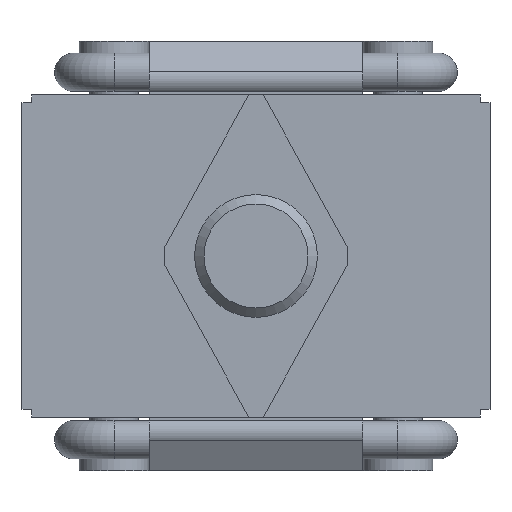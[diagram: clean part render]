
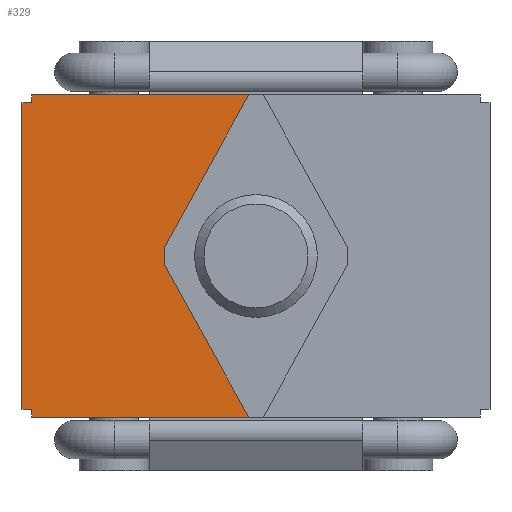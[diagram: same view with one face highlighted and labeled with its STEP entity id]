
A CAD part, front view. The second image highlights one B-rep face of the part: STEP entity #329.
In plain terms, the highlighted planar face has unit normal (0, -1, 0).
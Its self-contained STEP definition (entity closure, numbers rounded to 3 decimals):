
#329 = ADVANCED_FACE( '', ( #466 ), #467, .F. );
#466 = FACE_OUTER_BOUND( '', #644, .T. );
#467 = PLANE( '', #645 );
#644 = EDGE_LOOP( '', ( #1088, #1089, #1090, #1091, #1092, #1093, #1094, #1095, #1096, #1097 ) );
#645 = AXIS2_PLACEMENT_3D( '', #1098, #1099, #1100 );
#1088 = ORIENTED_EDGE( '', *, *, #1357, .T. );
#1089 = ORIENTED_EDGE( '', *, *, #1358, .T. );
#1090 = ORIENTED_EDGE( '', *, *, #1359, .T. );
#1091 = ORIENTED_EDGE( '', *, *, #1360, .T. );
#1092 = ORIENTED_EDGE( '', *, *, #1361, .F. );
#1093 = ORIENTED_EDGE( '', *, *, #1362, .T. );
#1094 = ORIENTED_EDGE( '', *, *, #1363, .T. );
#1095 = ORIENTED_EDGE( '', *, *, #1364, .F. );
#1096 = ORIENTED_EDGE( '', *, *, #1347, .F. );
#1097 = ORIENTED_EDGE( '', *, *, #1343, .F. );
#1098 = CARTESIAN_POINT( '', ( 0., 0., 0. ) );
#1099 = DIRECTION( '', ( 0., 1., 0. ) );
#1100 = DIRECTION( '', ( 0., 0., 1. ) );
#1343 = EDGE_CURVE( '', #1568, #1571, #1572, .F. );
#1347 = EDGE_CURVE( '', #1571, #1578, #1579, .F. );
#1357 = EDGE_CURVE( '', #1568, #1596, #1597, .T. );
#1358 = EDGE_CURVE( '', #1596, #1598, #1599, .T. );
#1359 = EDGE_CURVE( '', #1598, #1600, #1601, .T. );
#1360 = EDGE_CURVE( '', #1600, #1602, #1603, .T. );
#1361 = EDGE_CURVE( '', #1604, #1602, #1605, .T. );
#1362 = EDGE_CURVE( '', #1604, #1606, #1607, .T. );
#1363 = EDGE_CURVE( '', #1606, #1608, #1609, .T. );
#1364 = EDGE_CURVE( '', #1578, #1608, #1610, .F. );
#1568 = VERTEX_POINT( '', #1910 );
#1571 = VERTEX_POINT( '', #1914 );
#1572 = LINE( '', #1915, #1916 );
#1578 = VERTEX_POINT( '', #1925 );
#1579 = LINE( '', #1926, #1927 );
#1596 = VERTEX_POINT( '', #1953 );
#1597 = LINE( '', #1954, #1955 );
#1598 = VERTEX_POINT( '', #1956 );
#1599 = LINE( '', #1957, #1958 );
#1600 = VERTEX_POINT( '', #1959 );
#1601 = LINE( '', #1960, #1961 );
#1602 = VERTEX_POINT( '', #1962 );
#1603 = LINE( '', #1963, #1964 );
#1604 = VERTEX_POINT( '', #1965 );
#1605 = LINE( '', #1966, #1967 );
#1606 = VERTEX_POINT( '', #1968 );
#1607 = LINE( '', #1969, #1970 );
#1608 = VERTEX_POINT( '', #1971 );
#1609 = LINE( '', #1972, #1973 );
#1610 = LINE( '', #1974, #1975 );
#1910 = CARTESIAN_POINT( '', ( -0.932, 0., 21. ) );
#1914 = CARTESIAN_POINT( '', ( -11.945, 0., 1.132 ) );
#1915 = CARTESIAN_POINT( '', ( -9.617, 0., 5.331 ) );
#1916 = VECTOR( '', #2169, 1000. );
#1925 = CARTESIAN_POINT( '', ( -11.945, 0., -1.132 ) );
#1926 = CARTESIAN_POINT( '', ( -11.945, 0., 0. ) );
#1927 = VECTOR( '', #2173, 1000. );
#1953 = CARTESIAN_POINT( '', ( -29.25, 0., 21. ) );
#1954 = CARTESIAN_POINT( '', ( 14.5, 0., 21. ) );
#1955 = VECTOR( '', #2183, 1000. );
#1956 = CARTESIAN_POINT( '', ( -29.25, 0., 20. ) );
#1957 = CARTESIAN_POINT( '', ( -29.25, 0., 0. ) );
#1958 = VECTOR( '', #2184, 1000. );
#1959 = CARTESIAN_POINT( '', ( -30.5, 0., 20. ) );
#1960 = CARTESIAN_POINT( '', ( -29.25, 0., 20. ) );
#1961 = VECTOR( '', #2185, 1000. );
#1962 = CARTESIAN_POINT( '', ( -30.5, 0., -20. ) );
#1963 = CARTESIAN_POINT( '', ( -30.5, 0., 21. ) );
#1964 = VECTOR( '', #2186, 1000. );
#1965 = CARTESIAN_POINT( '', ( -29.25, 0., -20. ) );
#1966 = CARTESIAN_POINT( '', ( -29.25, 0., -20. ) );
#1967 = VECTOR( '', #2187, 1000. );
#1968 = CARTESIAN_POINT( '', ( -29.25, 0., -21. ) );
#1969 = CARTESIAN_POINT( '', ( -29.25, 0., 0. ) );
#1970 = VECTOR( '', #2188, 1000. );
#1971 = CARTESIAN_POINT( '', ( -0.932, 0., -21. ) );
#1972 = CARTESIAN_POINT( '', ( -30.5, 0., -21. ) );
#1973 = VECTOR( '', #2189, 1000. );
#1974 = CARTESIAN_POINT( '', ( -9.617, 0., -5.331 ) );
#1975 = VECTOR( '', #2190, 1000. );
#2169 = DIRECTION( '', ( 0.485, 0., 0.875 ) );
#2173 = DIRECTION( '', ( 0., 0., 1. ) );
#2183 = DIRECTION( '', ( -1., 0., 0. ) );
#2184 = DIRECTION( '', ( 0., 0., -1. ) );
#2185 = DIRECTION( '', ( -1., 0., 0. ) );
#2186 = DIRECTION( '', ( 0., 0., -1. ) );
#2187 = DIRECTION( '', ( -1., 0., 0. ) );
#2188 = DIRECTION( '', ( 0., 0., -1. ) );
#2189 = DIRECTION( '', ( 1., 0., 0. ) );
#2190 = DIRECTION( '', ( -0.485, 0., 0.875 ) );
